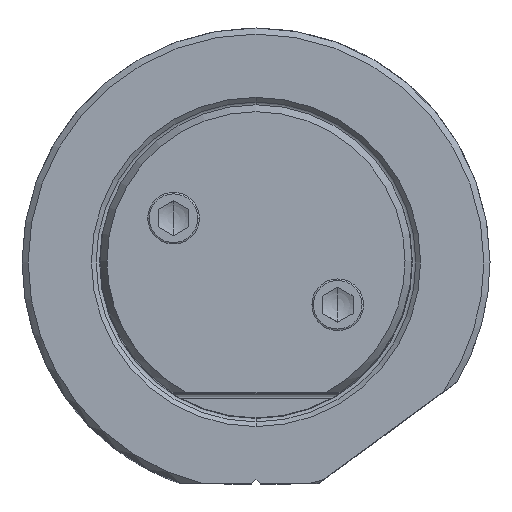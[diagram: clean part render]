
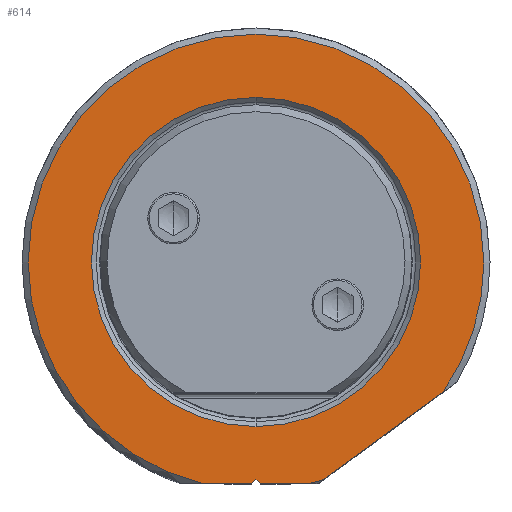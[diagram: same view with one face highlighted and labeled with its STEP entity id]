
A CAD part, top view. The second image highlights one B-rep face of the part: STEP entity #614.
In plain terms, the highlighted planar face has unit normal (0, 0, 1).
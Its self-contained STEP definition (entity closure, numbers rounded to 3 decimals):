
#194=PLANE('',#5657);
#614=ADVANCED_FACE('',(#915,#916),#194,.T.);
#915=FACE_BOUND('',#1036,.T.);
#916=FACE_BOUND('',#1037,.T.);
#1036=EDGE_LOOP('',(#2787,#2788,#2789,#2790,#2791,#2792,#2793,#2794,#2795));
#1037=EDGE_LOOP('',(#2796,#2797));
#1321=CIRCLE('',#5651,18.55);
#1322=CIRCLE('',#5652,18.55);
#1323=CIRCLE('',#5653,18.55);
#1324=CIRCLE('',#5654,18.55);
#1325=CIRCLE('',#5655,13.4);
#1326=CIRCLE('',#5656,13.4);
#1653=LINE('',#11481,#1958);
#1655=LINE('',#11499,#1960);
#1657=LINE('',#11503,#1962);
#1659=LINE('',#11507,#1964);
#1661=LINE('',#11516,#1966);
#1958=VECTOR('',#6582,1.);
#1960=VECTOR('',#6586,1.);
#1962=VECTOR('',#6590,1.);
#1964=VECTOR('',#6594,1.);
#1966=VECTOR('',#6598,1.);
#2787=ORIENTED_EDGE('',*,*,#4649,.T.);
#2788=ORIENTED_EDGE('',*,*,#4637,.T.);
#2789=ORIENTED_EDGE('',*,*,#4650,.T.);
#2790=ORIENTED_EDGE('',*,*,#4651,.T.);
#2791=ORIENTED_EDGE('',*,*,#4652,.T.);
#2792=ORIENTED_EDGE('',*,*,#4648,.T.);
#2793=ORIENTED_EDGE('',*,*,#4645,.T.);
#2794=ORIENTED_EDGE('',*,*,#4643,.T.);
#2795=ORIENTED_EDGE('',*,*,#4641,.T.);
#2796=ORIENTED_EDGE('',*,*,#4653,.T.);
#2797=ORIENTED_EDGE('',*,*,#4654,.T.);
#4004=VERTEX_POINT('',#11480);
#4005=VERTEX_POINT('',#11482);
#4007=VERTEX_POINT('',#11498);
#4008=VERTEX_POINT('',#11500);
#4009=VERTEX_POINT('',#11504);
#4010=VERTEX_POINT('',#11508);
#4011=VERTEX_POINT('',#11515);
#4012=VERTEX_POINT('',#11520);
#4013=VERTEX_POINT('',#11522);
#4014=VERTEX_POINT('',#11525);
#4015=VERTEX_POINT('',#11526);
#4637=EDGE_CURVE('',#4005,#4004,#1653,.T.);
#4641=EDGE_CURVE('',#4008,#4007,#1655,.T.);
#4643=EDGE_CURVE('',#4009,#4008,#1657,.T.);
#4645=EDGE_CURVE('',#4010,#4009,#1659,.T.);
#4648=EDGE_CURVE('',#4011,#4010,#1661,.T.);
#4649=EDGE_CURVE('',#4007,#4005,#1321,.T.);
#4650=EDGE_CURVE('',#4004,#4012,#1322,.T.);
#4651=EDGE_CURVE('',#4012,#4013,#1323,.T.);
#4652=EDGE_CURVE('',#4013,#4011,#1324,.T.);
#4653=EDGE_CURVE('',#4014,#4015,#1325,.T.);
#4654=EDGE_CURVE('',#4015,#4014,#1326,.T.);
#5651=AXIS2_PLACEMENT_3D('',#11518,#6601,#6602);
#5652=AXIS2_PLACEMENT_3D('',#11519,#6603,#6604);
#5653=AXIS2_PLACEMENT_3D('',#11521,#6605,#6606);
#5654=AXIS2_PLACEMENT_3D('',#11523,#6607,#6608);
#5655=AXIS2_PLACEMENT_3D('',#11524,#6609,#6610);
#5656=AXIS2_PLACEMENT_3D('',#11527,#6611,#6612);
#5657=AXIS2_PLACEMENT_3D('',#11528,#6613,#6614);
#6582=DIRECTION('',(0.807,0.591,0.));
#6586=DIRECTION('',(1.,0.,0.));
#6590=DIRECTION('',(0.707,-0.707,0.));
#6594=DIRECTION('',(0.707,0.707,0.));
#6598=DIRECTION('',(1.,0.,0.));
#6601=DIRECTION('',(0.,0.,1.));
#6602=DIRECTION('',(0.231,-0.973,0.));
#6603=DIRECTION('',(0.,0.,1.));
#6604=DIRECTION('',(0.82,-0.572,0.));
#6605=DIRECTION('',(0.,0.,1.));
#6606=DIRECTION('',(1.,0.,0.));
#6607=DIRECTION('',(0.,0.,1.));
#6608=DIRECTION('',(-1.,0.,0.));
#6609=DIRECTION('',(0.,0.,-1.));
#6610=DIRECTION('',(0.,1.,0.));
#6611=DIRECTION('',(0.,0.,-1.));
#6612=DIRECTION('',(0.,-1.,0.));
#6613=DIRECTION('',(0.,0.,1.));
#6614=DIRECTION('',(0.,1.,0.));
#11480=CARTESIAN_POINT('',(15.216,-10.61,0.));
#11481=CARTESIAN_POINT('',(5.52,-17.71,0.));
#11482=CARTESIAN_POINT('',(5.52,-17.71,0.));
#11498=CARTESIAN_POINT('',(4.278,-18.05,0.));
#11499=CARTESIAN_POINT('',(0.354,-18.05,0.));
#11500=CARTESIAN_POINT('',(0.354,-18.05,0.));
#11503=CARTESIAN_POINT('',(0.,-17.696,0.));
#11504=CARTESIAN_POINT('',(0.,-17.696,0.));
#11507=CARTESIAN_POINT('',(-0.354,-18.05,0.));
#11508=CARTESIAN_POINT('',(-0.354,-18.05,0.));
#11515=CARTESIAN_POINT('',(-4.278,-18.05,0.));
#11516=CARTESIAN_POINT('',(-3.222,-18.05,0.));
#11518=CARTESIAN_POINT('',(0.,0.,0.));
#11519=CARTESIAN_POINT('',(0.,0.,0.));
#11520=CARTESIAN_POINT('',(18.55,0.,0.));
#11521=CARTESIAN_POINT('',(0.,0.,0.));
#11522=CARTESIAN_POINT('',(-18.55,0.,0.));
#11523=CARTESIAN_POINT('',(0.,0.,0.));
#11524=CARTESIAN_POINT('',(0.,0.,0.));
#11525=CARTESIAN_POINT('',(0.,13.4,0.));
#11526=CARTESIAN_POINT('',(0.,-13.4,0.));
#11527=CARTESIAN_POINT('',(0.,0.,0.));
#11528=CARTESIAN_POINT('',(0.,0.25,0.));
